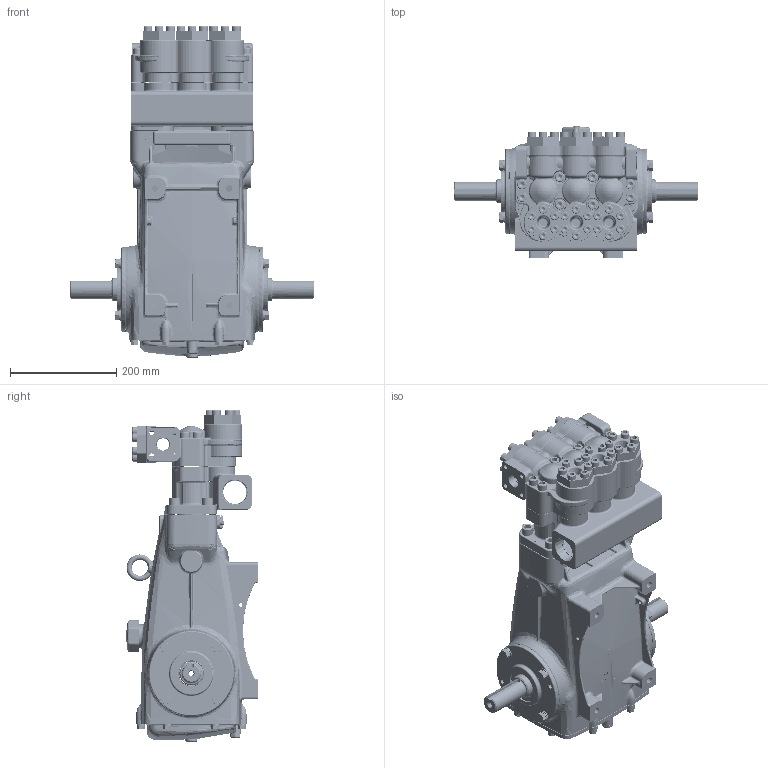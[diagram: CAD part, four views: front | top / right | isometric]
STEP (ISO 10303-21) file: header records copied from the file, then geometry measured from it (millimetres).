
FILE_DESCRIPTION (( 'STEP AP203' ), '1' );
FILE_NAME ('3507.STEP', '2020-01-29T16:19:55', ( '' ), ( '' ), 'SwSTEP 2.0', 'SolidWorks 2019', '' );
FILE_SCHEMA (( 'CONFIG_CONTROL_DESIGN' ));
Products named in the file (1): 3507
Bounding box: 460 x 247.5 x 624.89 mm (x, y, z)
Surface area: 941537 mm2 (no closed solid volume)
Topology: 0 solids, 131 shells, 3451 faces, 11506 edges, 7695 vertices
Faces by surface type: plane 1088, cylinder 816, bspline 697, cone 461, torus 334, sphere 55
Entity records: 168205 total; most frequent: CARTESIAN_POINT 76162, DIRECTION 18433, ORIENTED_EDGE 18202, EDGE_CURVE 11346, VERTEX_POINT 7691, AXIS2_PLACEMENT_3D 7353, CIRCLE 4598, EDGE_LOOP 3887
